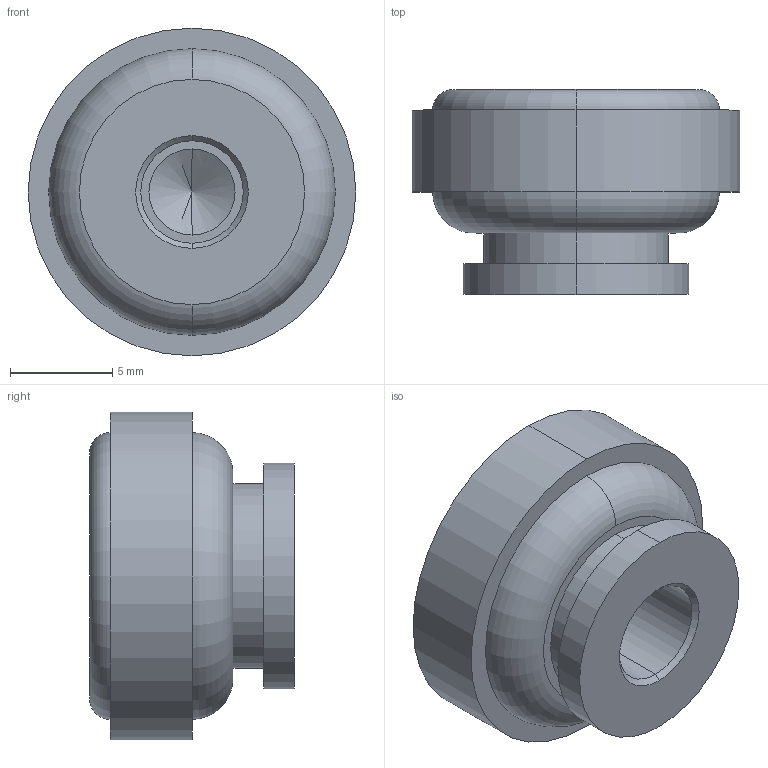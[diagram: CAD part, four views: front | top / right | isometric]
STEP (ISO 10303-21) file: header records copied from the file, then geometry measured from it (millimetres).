
FILE_DESCRIPTION (( 'STEP AP203' ), '1' );
FILE_NAME ('A-1040-13.STEP', '2022-03-04T00:08:58', ( '' ), ( '' ), 'SwSTEP 2.0', 'SolidWorks 2021', '' );
FILE_SCHEMA (( 'CONFIG_CONTROL_DESIGN' ));
Length unit declared in the file: millimetre
Products named in the file (1): A-1040-13
Bounding box: 16 x 10 x 16 mm (x, y, z)
Volume: 1313.5 mm3; surface area: 948.6 mm2
Topology: 1 solids, 1 shells, 25 faces, 50 edges, 31 vertices
Faces by surface type: cylinder 10, plane 7, cone 4, torus 4
Entity records: 729 total; most frequent: DIRECTION 134, CARTESIAN_POINT 105, ORIENTED_EDGE 96, AXIS2_PLACEMENT_3D 60, EDGE_CURVE 48, CIRCLE 34, VERTEX_POINT 31, EDGE_LOOP 31
